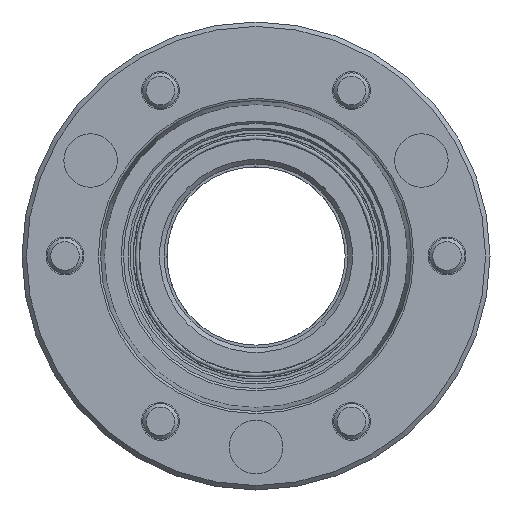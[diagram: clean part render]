
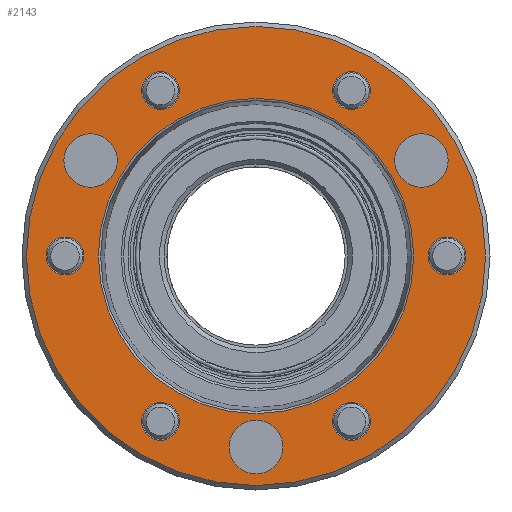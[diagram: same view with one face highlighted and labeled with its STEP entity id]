
A CAD part, left-side view. The second image highlights one B-rep face of the part: STEP entity #2143.
In plain terms, the highlighted planar face has unit normal (-1, 0, 0).
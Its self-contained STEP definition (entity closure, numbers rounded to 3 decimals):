
#126 = EDGE_LOOP ( 'NONE', ( #24865 ) ) ;
#202 = CIRCLE ( 'NONE', #5445, 103. ) ;
#456 = DIRECTION ( 'NONE',  ( 1., 0., 0. ) ) ;
#538 = FACE_BOUND ( 'NONE', #18298, .T. ) ;
#674 = CARTESIAN_POINT ( 'NONE',  ( 0., 105., 0. ) ) ;
#786 = CIRCLE ( 'NONE', #2849, 12. ) ;
#974 = VERTEX_POINT ( 'NONE', #9376 ) ;
#1415 = CARTESIAN_POINT ( 'NONE',  ( 0., 42.85, 65.718 ) ) ;
#1962 = CARTESIAN_POINT ( 'NONE',  ( 0., -74.218, 54.85 ) ) ;
#2035 = VERTEX_POINT ( 'NONE', #10411 ) ;
#2143 = ADVANCED_FACE ( 'NONE', ( #4663, #17357, #8954, #538, #19431, #4807, #13231, #21623, #23689, #25735, #6873 ), #15315, .F. ) ;
#2473 = ORIENTED_EDGE ( 'NONE', *, *, #22814, .T. ) ;
#2585 = AXIS2_PLACEMENT_3D ( 'NONE', #25441, #6572, #15018 ) ;
#2637 = CIRCLE ( 'NONE', #14035, 8.5 ) ;
#2712 = CARTESIAN_POINT ( 'NONE',  ( 0., -42.85, 65.718 ) ) ;
#2849 = AXIS2_PLACEMENT_3D ( 'NONE', #6414, #14879, #23247 ) ;
#3559 = EDGE_LOOP ( 'NONE', ( #26143 ) ) ;
#3764 = ORIENTED_EDGE ( 'NONE', *, *, #4287, .F. ) ;
#3775 = AXIS2_PLACEMENT_3D ( 'NONE', #16806, #4230, #12664 ) ;
#3881 = ORIENTED_EDGE ( 'NONE', *, *, #23832, .F. ) ;
#4230 = DIRECTION ( 'NONE',  ( 1., 0., 0. ) ) ;
#4246 = CIRCLE ( 'NONE', #8742, 8.5 ) ;
#4287 = EDGE_CURVE ( 'NONE', #5860, #5860, #24284, .T. ) ;
#4577 = CARTESIAN_POINT ( 'NONE',  ( 0., -42.85, -74.218 ) ) ;
#4663 = FACE_BOUND ( 'NONE', #23566, .T. ) ;
#4807 = FACE_BOUND ( 'NONE', #21563, .T. ) ;
#4882 = CARTESIAN_POINT ( 'NONE',  ( 0., 85.7, -8.5 ) ) ;
#5334 = ORIENTED_EDGE ( 'NONE', *, *, #13394, .T. ) ;
#5445 = AXIS2_PLACEMENT_3D ( 'NONE', #9316, #17733, #26102 ) ;
#5484 = EDGE_CURVE ( 'NONE', #8068, #8068, #202, .T. ) ;
#5860 = VERTEX_POINT ( 'NONE', #14319 ) ;
#6078 = AXIS2_PLACEMENT_3D ( 'NONE', #23890, #11358, #19769 ) ;
#6414 = CARTESIAN_POINT ( 'NONE',  ( 0., 74.218, 42.85 ) ) ;
#6572 = DIRECTION ( 'NONE',  ( 1., 0., 0. ) ) ;
#6734 = EDGE_CURVE ( 'NONE', #2035, #2035, #17484, .T. ) ;
#6762 = VERTEX_POINT ( 'NONE', #15197 ) ;
#6873 = FACE_OUTER_BOUND ( 'NONE', #11450, .T. ) ;
#7241 = CARTESIAN_POINT ( 'NONE',  ( 0., 0., -85.7 ) ) ;
#7258 = ORIENTED_EDGE ( 'NONE', *, *, #17950, .F. ) ;
#7287 = DIRECTION ( 'NONE',  ( 1., 0., 0. ) ) ;
#7681 = CIRCLE ( 'NONE', #16035, 12. ) ;
#7966 = CARTESIAN_POINT ( 'NONE',  ( 0., -74.218, 42.85 ) ) ;
#8068 = VERTEX_POINT ( 'NONE', #16502 ) ;
#8284 = DIRECTION ( 'NONE',  ( 1., 0., 0. ) ) ;
#8742 = AXIS2_PLACEMENT_3D ( 'NONE', #26140, #7287, #15721 ) ;
#8756 = EDGE_LOOP ( 'NONE', ( #3764 ) ) ;
#8859 = DIRECTION ( 'NONE',  ( 0., 0., -1. ) ) ;
#8954 = FACE_BOUND ( 'NONE', #8756, .T. ) ;
#9316 = CARTESIAN_POINT ( 'NONE',  ( 0., 0., 0. ) ) ;
#9345 = AXIS2_PLACEMENT_3D ( 'NONE', #27115, #8284, #16719 ) ;
#9376 = CARTESIAN_POINT ( 'NONE',  ( 0., -42.85, -82.718 ) ) ;
#9809 = VERTEX_POINT ( 'NONE', #18243 ) ;
#10411 = CARTESIAN_POINT ( 'NONE',  ( 0., 42.85, -82.718 ) ) ;
#10877 = CIRCLE ( 'NONE', #2585, 70.743 ) ;
#11147 = EDGE_CURVE ( 'NONE', #21576, #21576, #13578, .T. ) ;
#11152 = DIRECTION ( 'NONE',  ( 0., 1., 0. ) ) ;
#11170 = VERTEX_POINT ( 'NONE', #19582 ) ;
#11358 = DIRECTION ( 'NONE',  ( 1., 0., 0. ) ) ;
#11450 = EDGE_LOOP ( 'NONE', ( #24031 ) ) ;
#11553 = EDGE_CURVE ( 'NONE', #23773, #23773, #2637, .T. ) ;
#12664 = DIRECTION ( 'NONE',  ( 0., 0., -1. ) ) ;
#13012 = DIRECTION ( 'NONE',  ( 1., 0., 0. ) ) ;
#13231 = FACE_BOUND ( 'NONE', #22719, .T. ) ;
#13313 = ORIENTED_EDGE ( 'NONE', *, *, #26113, .T. ) ;
#13394 = EDGE_CURVE ( 'NONE', #20275, #20275, #4246, .T. ) ;
#13578 = CIRCLE ( 'NONE', #6078, 8.5 ) ;
#13642 = EDGE_CURVE ( 'NONE', #9809, #9809, #10877, .T. ) ;
#14035 = AXIS2_PLACEMENT_3D ( 'NONE', #19344, #456, #8859 ) ;
#14319 = CARTESIAN_POINT ( 'NONE',  ( 0., 0., -73.7 ) ) ;
#14879 = DIRECTION ( 'NONE',  ( -1., 0., 0. ) ) ;
#15018 = DIRECTION ( 'NONE',  ( 0., 1., 0. ) ) ;
#15197 = CARTESIAN_POINT ( 'NONE',  ( 0., -85.7, -8.5 ) ) ;
#15315 = PLANE ( 'NONE',  #18721 ) ;
#15680 = DIRECTION ( 'NONE',  ( -1., 0., 0. ) ) ;
#15721 = DIRECTION ( 'NONE',  ( 0., 0., -1. ) ) ;
#16035 = AXIS2_PLACEMENT_3D ( 'NONE', #7966, #16401, #24775 ) ;
#16401 = DIRECTION ( 'NONE',  ( -1., 0., 0. ) ) ;
#16502 = CARTESIAN_POINT ( 'NONE',  ( 0., 103., 0. ) ) ;
#16719 = DIRECTION ( 'NONE',  ( 0., 0., -1. ) ) ;
#16806 = CARTESIAN_POINT ( 'NONE',  ( 0., 42.85, -74.218 ) ) ;
#17357 = FACE_BOUND ( 'NONE', #24479, .T. ) ;
#17484 = CIRCLE ( 'NONE', #3775, 8.5 ) ;
#17733 = DIRECTION ( 'NONE',  ( -1., 0., 0. ) ) ;
#17950 = EDGE_CURVE ( 'NONE', #20835, #20835, #7681, .T. ) ;
#18095 = ORIENTED_EDGE ( 'NONE', *, *, #13642, .T. ) ;
#18243 = CARTESIAN_POINT ( 'NONE',  ( 0., 70.743, 0. ) ) ;
#18298 = EDGE_LOOP ( 'NONE', ( #13313 ) ) ;
#18721 = AXIS2_PLACEMENT_3D ( 'NONE', #674, #19564, #11152 ) ;
#19193 = AXIS2_PLACEMENT_3D ( 'NONE', #4577, #13012, #21407 ) ;
#19344 = CARTESIAN_POINT ( 'NONE',  ( 0., 85.7, 0. ) ) ;
#19431 = FACE_BOUND ( 'NONE', #126, .T. ) ;
#19564 = DIRECTION ( 'NONE',  ( 1., 0., 0. ) ) ;
#19582 = CARTESIAN_POINT ( 'NONE',  ( 0., 74.218, 54.85 ) ) ;
#19769 = DIRECTION ( 'NONE',  ( 0., 0., -1. ) ) ;
#20275 = VERTEX_POINT ( 'NONE', #1415 ) ;
#20807 = AXIS2_PLACEMENT_3D ( 'NONE', #7241, #15680, #24054 ) ;
#20835 = VERTEX_POINT ( 'NONE', #1962 ) ;
#21005 = ORIENTED_EDGE ( 'NONE', *, *, #11553, .T. ) ;
#21124 = EDGE_LOOP ( 'NONE', ( #2473 ) ) ;
#21407 = DIRECTION ( 'NONE',  ( 0., 0., -1. ) ) ;
#21563 = EDGE_LOOP ( 'NONE', ( #21005 ) ) ;
#21576 = VERTEX_POINT ( 'NONE', #2712 ) ;
#21623 = FACE_BOUND ( 'NONE', #3559, .T. ) ;
#22719 = EDGE_LOOP ( 'NONE', ( #5334 ) ) ;
#22814 = EDGE_CURVE ( 'NONE', #6762, #6762, #26036, .T. ) ;
#23247 = DIRECTION ( 'NONE',  ( 0., 0., 1. ) ) ;
#23566 = EDGE_LOOP ( 'NONE', ( #3881 ) ) ;
#23689 = FACE_BOUND ( 'NONE', #21124, .T. ) ;
#23773 = VERTEX_POINT ( 'NONE', #4882 ) ;
#23832 = EDGE_CURVE ( 'NONE', #11170, #11170, #786, .T. ) ;
#23890 = CARTESIAN_POINT ( 'NONE',  ( 0., -42.85, 74.218 ) ) ;
#24031 = ORIENTED_EDGE ( 'NONE', *, *, #5484, .T. ) ;
#24054 = DIRECTION ( 'NONE',  ( 0., 0., 1. ) ) ;
#24284 = CIRCLE ( 'NONE', #20807, 12. ) ;
#24479 = EDGE_LOOP ( 'NONE', ( #7258 ) ) ;
#24775 = DIRECTION ( 'NONE',  ( 0., 0., 1. ) ) ;
#24865 = ORIENTED_EDGE ( 'NONE', *, *, #6734, .T. ) ;
#25441 = CARTESIAN_POINT ( 'NONE',  ( 0., 0., 0. ) ) ;
#25735 = FACE_BOUND ( 'NONE', #26910, .T. ) ;
#25919 = CIRCLE ( 'NONE', #19193, 8.5 ) ;
#26036 = CIRCLE ( 'NONE', #9345, 8.5 ) ;
#26102 = DIRECTION ( 'NONE',  ( 0., 1., 0. ) ) ;
#26113 = EDGE_CURVE ( 'NONE', #974, #974, #25919, .T. ) ;
#26140 = CARTESIAN_POINT ( 'NONE',  ( 0., 42.85, 74.218 ) ) ;
#26143 = ORIENTED_EDGE ( 'NONE', *, *, #11147, .T. ) ;
#26910 = EDGE_LOOP ( 'NONE', ( #18095 ) ) ;
#27115 = CARTESIAN_POINT ( 'NONE',  ( 0., -85.7, 0. ) ) ;
